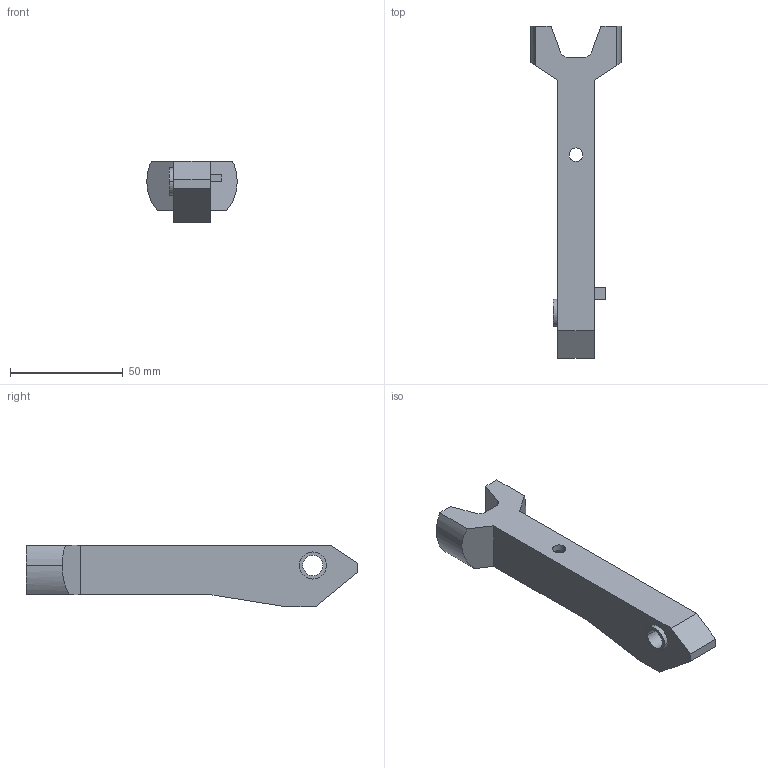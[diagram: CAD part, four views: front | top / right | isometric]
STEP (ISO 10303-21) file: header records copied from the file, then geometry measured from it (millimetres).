
FILE_DESCRIPTION(('CATIA V5 STEP Exchange'),'2;1');
FILE_NAME('bielette pedale embrayage simplifiee.stp','2021-08-05T12:17:31+00:00',('none'),('none'),'Version 5-6 Release 2012','CATIA V5 STEP AP203','none');
FILE_SCHEMA(('CONFIG_CONTROL_DESIGN'));
Length unit declared in the file: millimetre
Products named in the file (1): bielette pedale embrayage
Bounding box: 40 x 147 x 27.33 mm (x, y, z)
Volume: 49025.8 mm3; surface area: 16226.3 mm2
Topology: 1 solids, 1 shells, 46 faces, 158 edges, 125 vertices
Faces by surface type: plane 31, cylinder 15
Entity records: 1735 total; most frequent: CARTESIAN_POINT 394, ORIENTED_EDGE 252, DIRECTION 223, EDGE_CURVE 126, VECTOR 124, LINE 124, VERTEX_POINT 84, AXIS2_PLACEMENT_3D 63
